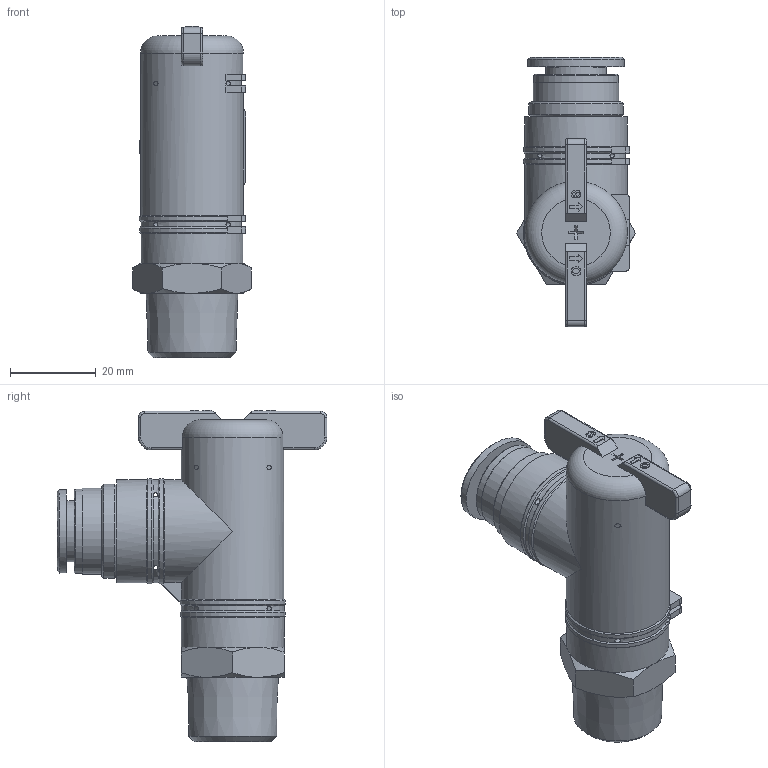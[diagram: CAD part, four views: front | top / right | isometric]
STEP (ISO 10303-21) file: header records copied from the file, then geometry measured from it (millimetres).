
FILE_DESCRIPTION(/* description */ ('Unknown'),/* implementation_level */ '2;1');
FILE_NAME(/* name */ 'P33.12.1;2',/* time_stamp */ '2021-06-08T08:38:01-04:00',/* author */ ('Unknown'),/* organization */ ('Unknown'),/* preprocessor_version */ 'ST-DEVELOPER v16.7',/* originating_system */ 'Solid Edge',/* authorisation */ 'Unknown');
FILE_SCHEMA (('AP203_CONFIGURATION_CONTROLLED_3D_DESIGN_OF_MECHANICAL_PARTS_AND_ASSEMBLIES_MIM_LF { 1 0 10303 203 3 1 4 }','AP242_MANAGED_MODEL_BASED_3D_ENGINEERING_MIM_LF { 1 0 10303 442 1 1 4 }','AUTOMOTIVE_DESIGN {1 0 10303 214 3 1 1}'));
Length unit declared in the file: millimetre
Products named in the file (1): P33.12.1;2
Bounding box: 27.71 x 63 x 77.3 mm (x, y, z)
Volume: 43426.2 mm3; surface area: 13004.6 mm2
Topology: 6 solids, 7 shells, 683 faces, 1864 edges, 1219 vertices
Faces by surface type: plane 562, cylinder 72, cone 33, torus 10, bspline 6
Full cylindrical faces by diameter (mm): 1 x10, 2.693 x1, 3 x2, 12.2 x1, 14.2 x1, 19.7 x1, 20 x2, 22 x1, 24 x4
Entity records: 21500 total; most frequent: CARTESIAN_POINT 4441, ORIENTED_EDGE 3642, DIRECTION 3275, EDGE_CURVE 1821, LINE 1567, VECTOR 1567, VERTEX_POINT 1213, AXIS2_PLACEMENT_3D 854
